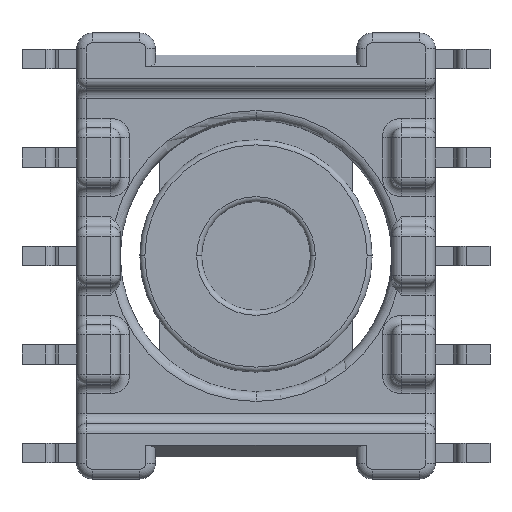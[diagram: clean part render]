
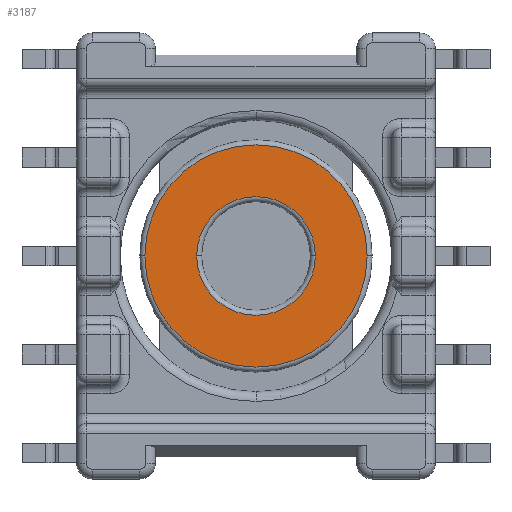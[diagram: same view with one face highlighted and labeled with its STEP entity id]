
A CAD part, front view. The second image highlights one B-rep face of the part: STEP entity #3187.
In plain terms, the highlighted face is planar.
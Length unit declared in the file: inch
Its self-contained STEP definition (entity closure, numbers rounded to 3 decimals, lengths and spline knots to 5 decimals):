
#176 = ORIENTED_EDGE ( 'NONE', *, *, #7234, .T. ) ;
#335 = DIRECTION ( 'NONE',  ( 1., 0., 0. ) ) ;
#390 = CARTESIAN_POINT ( 'NONE',  ( 0.06024, 0., -0.06575 ) ) ;
#1016 = DIRECTION ( 'NONE',  ( 0., 0., 1. ) ) ;
#1217 = VERTEX_POINT ( 'NONE', #5485 ) ;
#2082 = CARTESIAN_POINT ( 'NONE',  ( 0., 0., -0.06575 ) ) ;
#2198 = DIRECTION ( 'NONE',  ( 0., 0., 1. ) ) ;
#2978 = AXIS2_PLACEMENT_3D ( 'NONE', #5677, #4582, #5632 ) ;
#2984 = CARTESIAN_POINT ( 'NONE',  ( 0., 0., -0.06575 ) ) ;
#3187 = ADVANCED_FACE ( 'NONE', ( #11639, #10426 ), #5548, .F. ) ;
#3320 = AXIS2_PLACEMENT_3D ( 'NONE', #2984, #1016, #10703 ) ;
#4066 = CARTESIAN_POINT ( 'NONE',  ( -0.1128, 0., -0.06575 ) ) ;
#4426 = EDGE_CURVE ( 'NONE', #9632, #1217, #5364, .T. ) ;
#4582 = DIRECTION ( 'NONE',  ( 0., 0., 1. ) ) ;
#4605 = CARTESIAN_POINT ( 'NONE',  ( 0., 0., -0.06575 ) ) ;
#5086 = ORIENTED_EDGE ( 'NONE', *, *, #12551, .T. ) ;
#5364 = CIRCLE ( 'NONE', #7776, 0.1128 ) ;
#5485 = CARTESIAN_POINT ( 'NONE',  ( 0.1128, 0., -0.06575 ) ) ;
#5548 = PLANE ( 'NONE',  #2978 ) ;
#5632 = DIRECTION ( 'NONE',  ( 1., 0., 0. ) ) ;
#5677 = CARTESIAN_POINT ( 'NONE',  ( 0., 0., -0.06575 ) ) ;
#7160 = CIRCLE ( 'NONE', #9222, 0.1128 ) ;
#7234 = EDGE_CURVE ( 'NONE', #8113, #9077, #12218, .T. ) ;
#7310 = ORIENTED_EDGE ( 'NONE', *, *, #4426, .T. ) ;
#7339 = EDGE_LOOP ( 'NONE', ( #5086, #176 ) ) ;
#7349 = ORIENTED_EDGE ( 'NONE', *, *, #10376, .T. ) ;
#7688 = CARTESIAN_POINT ( 'NONE',  ( -0.06024, 0., -0.06575 ) ) ;
#7776 = AXIS2_PLACEMENT_3D ( 'NONE', #8999, #10935, #335 ) ;
#8098 = AXIS2_PLACEMENT_3D ( 'NONE', #2082, #2198, #8994 ) ;
#8113 = VERTEX_POINT ( 'NONE', #7688 ) ;
#8411 = EDGE_LOOP ( 'NONE', ( #7349, #7310 ) ) ;
#8994 = DIRECTION ( 'NONE',  ( 1., 0., 0. ) ) ;
#8999 = CARTESIAN_POINT ( 'NONE',  ( 0., 0., -0.06575 ) ) ;
#9077 = VERTEX_POINT ( 'NONE', #390 ) ;
#9222 = AXIS2_PLACEMENT_3D ( 'NONE', #4605, #9594, #10570 ) ;
#9594 = DIRECTION ( 'NONE',  ( 0., 0., -1. ) ) ;
#9632 = VERTEX_POINT ( 'NONE', #4066 ) ;
#10376 = EDGE_CURVE ( 'NONE', #1217, #9632, #7160, .T. ) ;
#10426 = FACE_BOUND ( 'NONE', #7339, .T. ) ;
#10570 = DIRECTION ( 'NONE',  ( 1., 0., 0. ) ) ;
#10703 = DIRECTION ( 'NONE',  ( 1., 0., 0. ) ) ;
#10935 = DIRECTION ( 'NONE',  ( 0., 0., -1. ) ) ;
#11120 = CIRCLE ( 'NONE', #8098, 0.06024 ) ;
#11639 = FACE_OUTER_BOUND ( 'NONE', #8411, .T. ) ;
#12218 = CIRCLE ( 'NONE', #3320, 0.06024 ) ;
#12551 = EDGE_CURVE ( 'NONE', #9077, #8113, #11120, .T. ) ;
